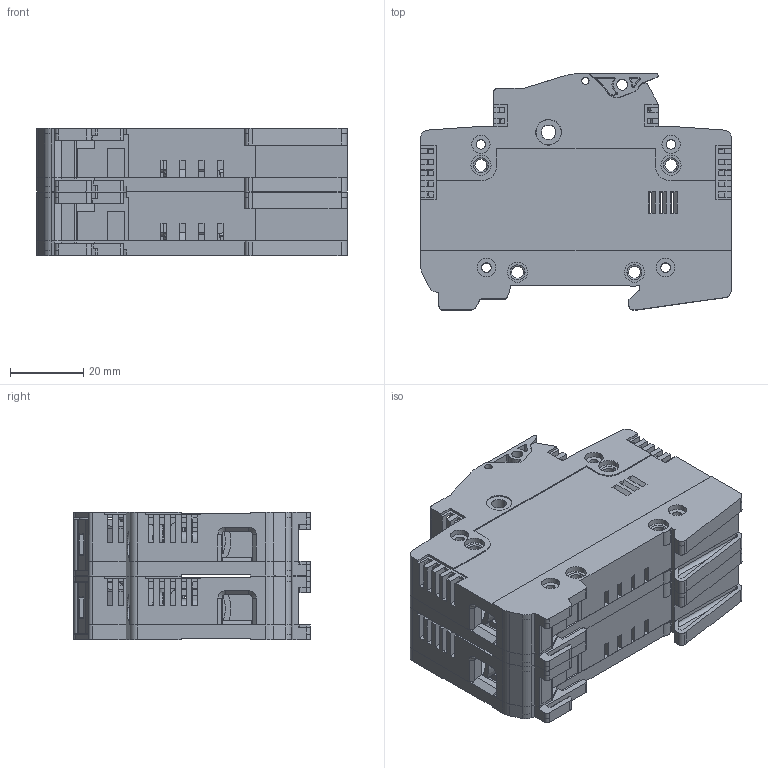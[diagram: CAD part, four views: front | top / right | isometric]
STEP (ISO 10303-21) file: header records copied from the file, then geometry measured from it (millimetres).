
FILE_DESCRIPTION(('CATIA V5 STEP Exchange'),'2;1');
FILE_NAME('ASS PORTAFUSIBILE 2P 20-32A CON LED.stp','2022-05-02T14:26:39+00:00',('none'),('none'),'CATIA Version 5 Release 20 SP 6 (IN-10)','CATIA V5 STEP AP214','none');
FILE_SCHEMA(('AUTOMOTIVE_DESIGN { 1 0 10303 214 1 1 1 1 }'));
Products named in the file (10): 04373906-3910_000_A1_ASS PORTAFUSIBILE 1P 20-32A CON LED_2PD; 04234271-4275_000_B1_INVOLUCRO 1P_2PA; 04234276-4280_000_B1_COPERCHIO 1P_2PA; 04372596-2599_000_B1_ASSIEME PINZA SUP - MORSETTO 1P_2PD; 04023136-3140_000_B0_STAFFA MORSETTO 25MMQ 1P_2PA; 04023116-3120_000_B0_VITE M5 1P_2PA; 04372901-2905_000_B1_ASSIEME PINZA INF - MORSETTO 1P_2PD; 04234407-----_000_A1_VETRINO_2PA; Copy (1) of 04234276-4280_000_B1_COPERCHIO 1P_2PA; 04234258-----_000_C0_MANOPOLA 32A CON FINESTRA_2PA
Assembly tree (16 placements, depth 3):
  04373906-3910_000_A1_ASS PORTAFUSIBILE 1P 20-32A CON LED_2PD
    04234271-4275_000_B1_INVOLUCRO 1P_2PA  x2
    04234276-4280_000_B1_COPERCHIO 1P_2PA
    04372596-2599_000_B1_ASSIEME PINZA SUP - MORSETTO 1P_2PD  x2
      04023136-3140_000_B0_STAFFA MORSETTO 25MMQ 1P_2PA
      04023116-3120_000_B0_VITE M5 1P_2PA
    04372901-2905_000_B1_ASSIEME PINZA INF - MORSETTO 1P_2PD  x2
      04023116-3120_000_B0_VITE M5 1P_2PA
      04023136-3140_000_B0_STAFFA MORSETTO 25MMQ 1P_2PA
    04234407-----_000_A1_VETRINO_2PA  x2
    Copy (1) of 04234276-4280_000_B1_COPERCHIO 1P_2PA
    04234258-----_000_C0_MANOPOLA 32A CON FINESTRA_2PA  x2
Bounding box: 85 x 64.6 x 34.8 mm (x, y, z)
Volume: 61480.7 mm3; surface area: 90411.4 mm2
Topology: 16 solids, 16 shells, 4564 faces, 13040 edges, 8340 vertices
Faces by surface type: plane 2688, cylinder 1222, cone 258, torus 222, sphere 174
Entity records: 108338 total; most frequent: CARTESIAN_POINT 19055, ORIENTED_EDGE 15880, DIRECTION 11854, EDGE_CURVE 7940, VECTOR 5719, LINE 5719, VERTEX_POINT 5147, AXIS2_PLACEMENT_3D 3937
